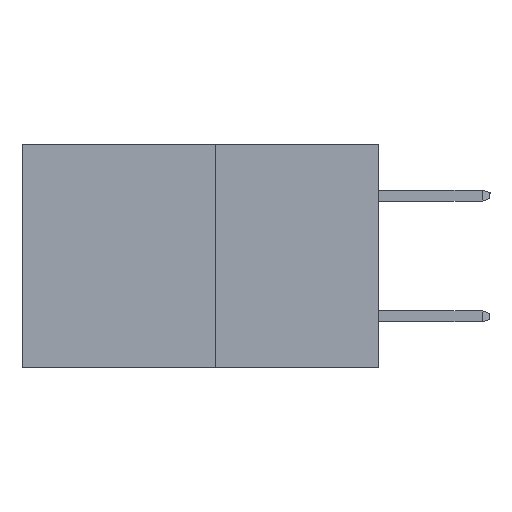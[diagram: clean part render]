
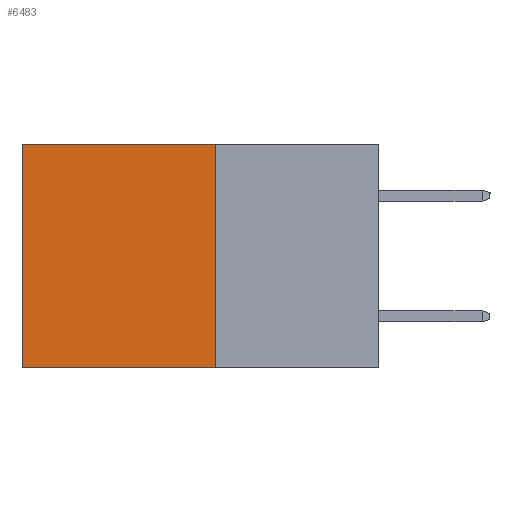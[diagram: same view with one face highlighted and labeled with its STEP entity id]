
A CAD part, left-side view. The second image highlights one B-rep face of the part: STEP entity #6483.
In plain terms, the highlighted planar face has unit normal (-1, 0, 0).
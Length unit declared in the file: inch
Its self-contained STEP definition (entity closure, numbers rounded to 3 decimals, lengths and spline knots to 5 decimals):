
#301 = EDGE_CURVE ( 'NONE', #9367, #9488, #2074, .T. ) ;
#557 = DIRECTION ( 'NONE',  ( 0., 0., -1. ) ) ;
#645 = VERTEX_POINT ( 'NONE', #950 ) ;
#770 = CARTESIAN_POINT ( 'NONE',  ( 0.277, 0.27, -0.37 ) ) ;
#950 = CARTESIAN_POINT ( 'NONE',  ( 0.277, 0.59, -0.37 ) ) ;
#980 = CARTESIAN_POINT ( 'NONE',  ( 0.277, 0.27, -0.37 ) ) ;
#1207 = VERTEX_POINT ( 'NONE', #9212 ) ;
#2074 = LINE ( 'NONE', #980, #6770 ) ;
#2625 = VECTOR ( 'NONE', #7623, 39.37008 ) ;
#3071 = ORIENTED_EDGE ( 'NONE', *, *, #4382, .T. ) ;
#3768 = ORIENTED_EDGE ( 'NONE', *, *, #301, .F. ) ;
#3849 = EDGE_CURVE ( 'NONE', #9488, #645, #4618, .T. ) ;
#3902 = VECTOR ( 'NONE', #6694, 39.37008 ) ;
#3913 = LINE ( 'NONE', #9429, #5677 ) ;
#3995 = FACE_OUTER_BOUND ( 'NONE', #5060, .T. ) ;
#4355 = PLANE ( 'NONE',  #5217 ) ;
#4382 = EDGE_CURVE ( 'NONE', #1207, #645, #3913, .T. ) ;
#4476 = DIRECTION ( 'NONE',  ( 0., 0., -1. ) ) ;
#4618 = LINE ( 'NONE', #7899, #2625 ) ;
#4839 = EDGE_CURVE ( 'NONE', #9367, #1207, #5668, .T. ) ;
#5060 = EDGE_LOOP ( 'NONE', ( #3071, #9199, #3768, #8442 ) ) ;
#5099 = DIRECTION ( 'NONE',  ( 1., 0., 0. ) ) ;
#5189 = CARTESIAN_POINT ( 'NONE',  ( 0.277, 0.27, 0. ) ) ;
#5217 = AXIS2_PLACEMENT_3D ( 'NONE', #6597, #5099, #557 ) ;
#5668 = LINE ( 'NONE', #6703, #3902 ) ;
#5677 = VECTOR ( 'NONE', #9413, 39.37008 ) ;
#6483 = ADVANCED_FACE ( 'NONE', ( #3995 ), #4355, .F. ) ;
#6597 = CARTESIAN_POINT ( 'NONE',  ( 0.277, 0.27, -0.37 ) ) ;
#6694 = DIRECTION ( 'NONE',  ( 0., 1., 0. ) ) ;
#6703 = CARTESIAN_POINT ( 'NONE',  ( 0.277, 0.27, 0. ) ) ;
#6770 = VECTOR ( 'NONE', #4476, 39.37008 ) ;
#7623 = DIRECTION ( 'NONE',  ( 0., 1., 0. ) ) ;
#7899 = CARTESIAN_POINT ( 'NONE',  ( 0.277, 0.27, -0.37 ) ) ;
#8442 = ORIENTED_EDGE ( 'NONE', *, *, #4839, .T. ) ;
#9199 = ORIENTED_EDGE ( 'NONE', *, *, #3849, .F. ) ;
#9212 = CARTESIAN_POINT ( 'NONE',  ( 0.277, 0.59, 0. ) ) ;
#9367 = VERTEX_POINT ( 'NONE', #5189 ) ;
#9413 = DIRECTION ( 'NONE',  ( 0., 0., -1. ) ) ;
#9429 = CARTESIAN_POINT ( 'NONE',  ( 0.277, 0.59, -0.37 ) ) ;
#9488 = VERTEX_POINT ( 'NONE', #770 ) ;
